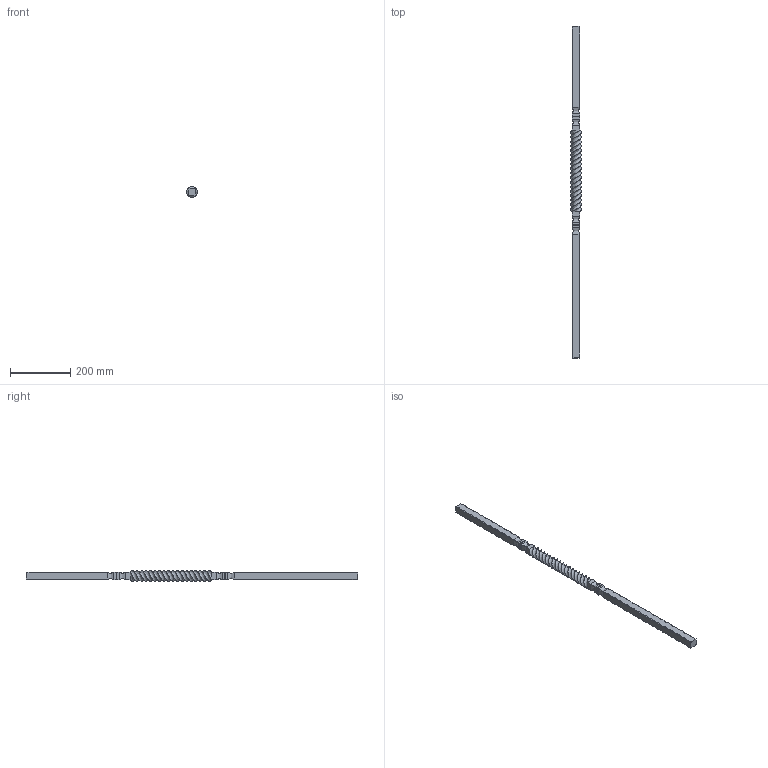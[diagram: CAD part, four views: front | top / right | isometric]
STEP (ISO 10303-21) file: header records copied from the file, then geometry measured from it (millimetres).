
FILE_DESCRIPTION (( 'STEP AP203' ), '1' );
FILE_NAME ('1008.STEP', '2024-06-17T13:16:49', ( '' ), ( '' ), 'SwSTEP 2.0', 'SolidWorks 2018', '' );
FILE_SCHEMA (( 'CONFIG_CONTROL_DESIGN' ));
Length unit declared in the file: millimetre
Products named in the file (1): 1008
Bounding box: 35.35 x 1100 x 35.35 mm (x, y, z)
Volume: 662208.8 mm3; surface area: 115410.7 mm2
Topology: 1 solids, 1 shells, 365 faces, 1159 edges, 640 vertices
Faces by surface type: plane 148, bspline 123, torus 94
Entity records: 17444 total; most frequent: CARTESIAN_POINT 8888, ORIENTED_EDGE 1958, DIRECTION 1423, EDGE_CURVE 979, VERTEX_POINT 640, LINE 553, VECTOR 553, AXIS2_PLACEMENT_3D 435
